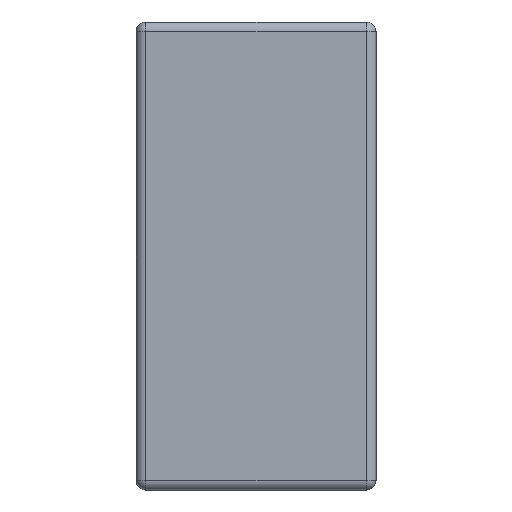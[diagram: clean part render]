
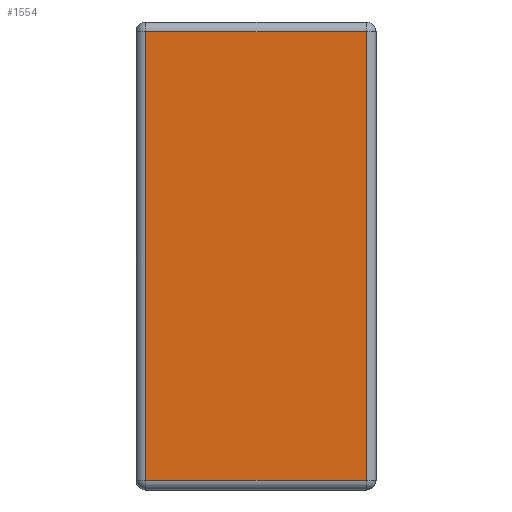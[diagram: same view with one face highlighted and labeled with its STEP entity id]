
A CAD part, left-side view. The second image highlights one B-rep face of the part: STEP entity #1554.
In plain terms, the highlighted planar face has unit normal (-1, 0, 0).
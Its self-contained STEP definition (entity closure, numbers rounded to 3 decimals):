
#148 = FACE_OUTER_BOUND ( 'NONE', #694, .T. ) ;
#166 = CARTESIAN_POINT ( 'NONE',  ( 0., 0., -1.909 ) ) ;
#364 = VECTOR ( 'NONE', #3969, 1000. ) ;
#369 = VERTEX_POINT ( 'NONE', #2071 ) ;
#404 = CARTESIAN_POINT ( 'NONE',  ( 0., 0.041, -1.909 ) ) ;
#605 = DIRECTION ( 'NONE',  ( 0., -1., 0. ) ) ;
#694 = EDGE_LOOP ( 'NONE', ( #1047, #1260, #4186, #3016 ) ) ;
#717 = VECTOR ( 'NONE', #1924, 1000. ) ;
#1023 = CARTESIAN_POINT ( 'NONE',  ( 0., 0., 0. ) ) ;
#1047 = ORIENTED_EDGE ( 'NONE', *, *, #1576, .T. ) ;
#1260 = ORIENTED_EDGE ( 'NONE', *, *, #4391, .T. ) ;
#1310 = DIRECTION ( 'NONE',  ( 0., 0., -1. ) ) ;
#1391 = VECTOR ( 'NONE', #1310, 1000. ) ;
#1399 = DIRECTION ( 'NONE',  ( 0., 0., 1. ) ) ;
#1431 = CARTESIAN_POINT ( 'NONE',  ( 0., 1., -0.041 ) ) ;
#1554 = ADVANCED_FACE ( 'NONE', ( #148 ), #1658, .T. ) ;
#1576 = EDGE_CURVE ( 'NONE', #4604, #2596, #3923, .T. ) ;
#1615 = EDGE_CURVE ( 'NONE', #369, #3473, #2395, .T. ) ;
#1658 = PLANE ( 'NONE',  #3045 ) ;
#1924 = DIRECTION ( 'NONE',  ( 0., 0., 1. ) ) ;
#2071 = CARTESIAN_POINT ( 'NONE',  ( 0., 0.041, -0.041 ) ) ;
#2143 = CARTESIAN_POINT ( 'NONE',  ( 0., 0.959, -1.909 ) ) ;
#2395 = LINE ( 'NONE', #1431, #364 ) ;
#2440 = CARTESIAN_POINT ( 'NONE',  ( 0., 0.959, -1.95 ) ) ;
#2505 = VECTOR ( 'NONE', #605, 1000. ) ;
#2596 = VERTEX_POINT ( 'NONE', #404 ) ;
#2837 = DIRECTION ( 'NONE',  ( -1., 0., 0. ) ) ;
#3014 = LINE ( 'NONE', #4024, #717 ) ;
#3016 = ORIENTED_EDGE ( 'NONE', *, *, #4239, .T. ) ;
#3045 = AXIS2_PLACEMENT_3D ( 'NONE', #1023, #2837, #1399 ) ;
#3473 = VERTEX_POINT ( 'NONE', #4255 ) ;
#3923 = LINE ( 'NONE', #166, #2505 ) ;
#3969 = DIRECTION ( 'NONE',  ( 0., 1., 0. ) ) ;
#3985 = LINE ( 'NONE', #2440, #1391 ) ;
#4024 = CARTESIAN_POINT ( 'NONE',  ( 0., 0.041, 0. ) ) ;
#4186 = ORIENTED_EDGE ( 'NONE', *, *, #1615, .T. ) ;
#4239 = EDGE_CURVE ( 'NONE', #3473, #4604, #3985, .T. ) ;
#4255 = CARTESIAN_POINT ( 'NONE',  ( 0., 0.959, -0.041 ) ) ;
#4391 = EDGE_CURVE ( 'NONE', #2596, #369, #3014, .T. ) ;
#4604 = VERTEX_POINT ( 'NONE', #2143 ) ;
